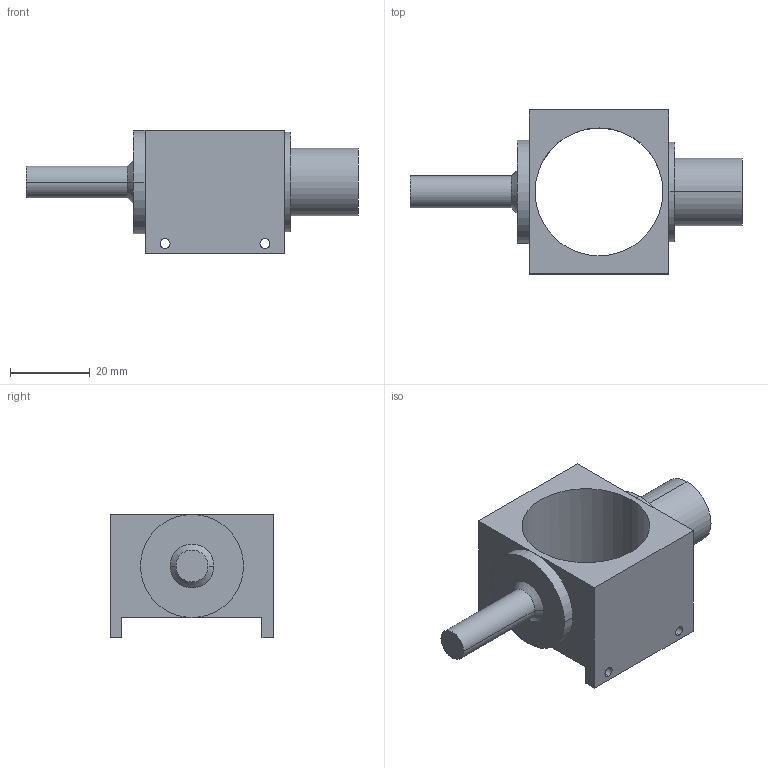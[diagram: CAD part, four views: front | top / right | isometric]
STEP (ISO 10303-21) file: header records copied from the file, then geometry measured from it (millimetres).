
FILE_DESCRIPTION (( 'STEP AP203' ), '1' );
FILE_NAME ('J6 housing single piece.STEP', '2020-07-02T08:17:02', ( '' ), ( '' ), 'SwSTEP 2.0', 'SolidWorks 2016', '' );
FILE_SCHEMA (( 'CONFIG_CONTROL_DESIGN' ));
Length unit declared in the file: millimetre
Products named in the file (1): J6 housing single piece
Bounding box: 83.08 x 41 x 30.8 mm (x, y, z)
Volume: 24309.5 mm3; surface area: 12849.6 mm2
Topology: 3 solids, 3 shells, 45 faces, 112 edges, 74 vertices
Faces by surface type: cylinder 26, plane 17, cone 2
Entity records: 1534 total; most frequent: CARTESIAN_POINT 306, DIRECTION 253, ORIENTED_EDGE 224, EDGE_CURVE 112, AXIS2_PLACEMENT_3D 99, VERTEX_POINT 74, EDGE_LOOP 62, VECTOR 55
